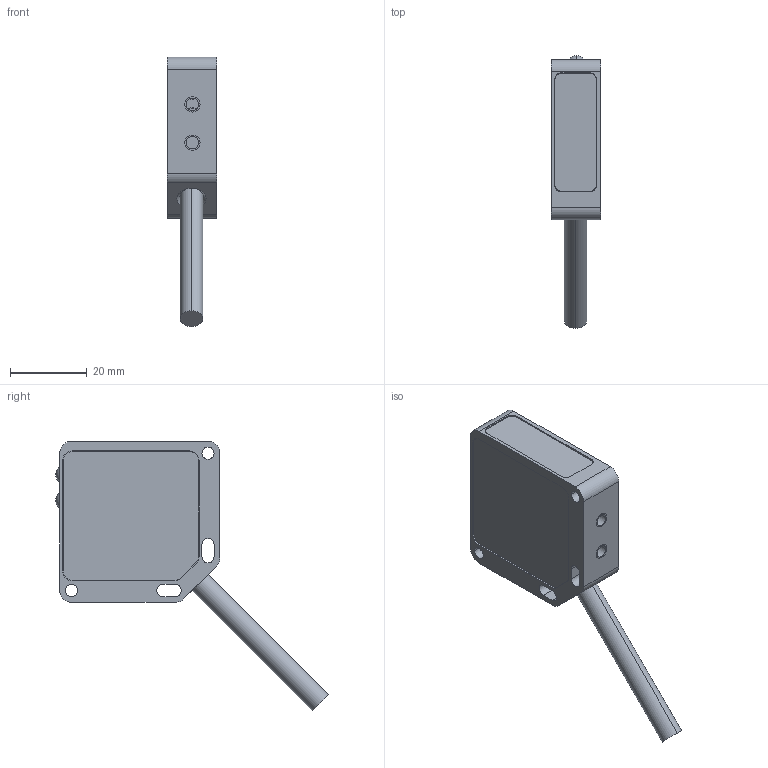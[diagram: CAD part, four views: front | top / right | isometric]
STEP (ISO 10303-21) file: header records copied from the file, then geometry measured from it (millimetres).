
FILE_DESCRIPTION((''),'2;1');
FILE_NAME('194035_ASM','2016-04-05T',('PDMAdmin'),(''),'PRO/ENGINEER BY PARAMETRIC TECHNOLOGY CORPORATION, 2013230','PRO/ENGINEER BY PARAMETRIC TECHNOLOGY CORPORATION, 2013230','');
FILE_SCHEMA(('CONFIG_CONTROL_DESIGN'));
Length unit declared in the file: inch
Products named in the file (7): 50121; 50127; 44169; 48940; POTREC; 188705_CABLE; 194035_ASM
Assembly tree (6 placements, depth 2):
  194035_ASM
    50121
    50127
    44169
    48940
    POTREC
    188705_CABLE
Bounding box: 12.93 x 71.24 x 70.45 mm (x, y, z)
Volume: 10905.2 mm3; surface area: 12671.3 mm2
Topology: 6 solids, 8 shells, 275 faces, 738 edges, 483 vertices
Faces by surface type: plane 165, cylinder 98, sphere 8, cone 4
Entity records: 8809 total; most frequent: CARTESIAN_POINT 1534, DIRECTION 1526, ORIENTED_EDGE 1452, EDGE_CURVE 730, AXIS2_PLACEMENT_3D 511, VECTOR 504, LINE 504, VERTEX_POINT 483
